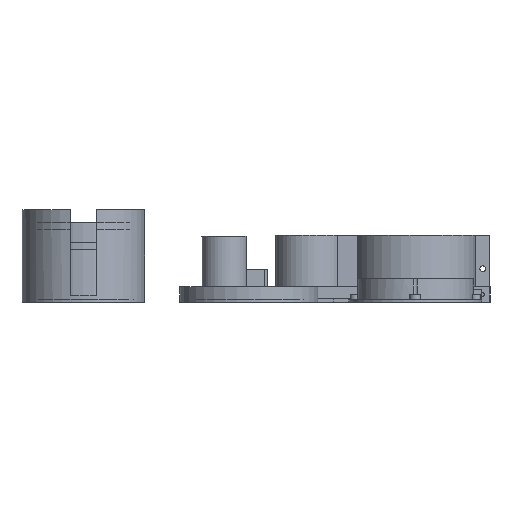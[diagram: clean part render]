
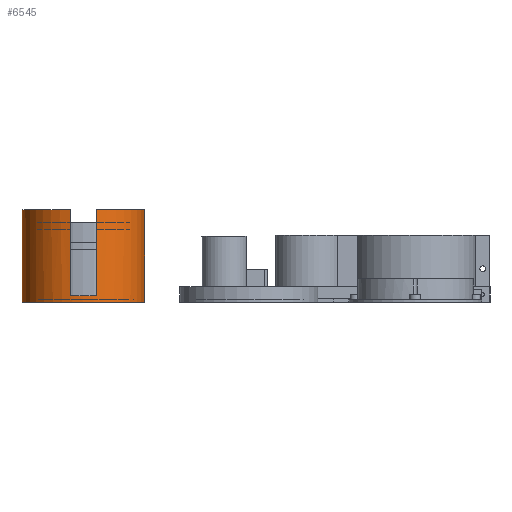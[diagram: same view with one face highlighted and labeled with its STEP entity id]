
A CAD part, left-side view. The second image highlights one B-rep face of the part: STEP entity #6545.
In plain terms, the highlighted cylindrical face has radius 46.25 mm (diameter 92.5 mm), a full revolution.
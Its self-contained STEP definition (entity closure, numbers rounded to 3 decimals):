
#249=LINE('',#10021,#828);
#259=LINE('',#10048,#838);
#263=LINE('',#10062,#842);
#273=LINE('',#10089,#852);
#275=LINE('',#10117,#854);
#828=VECTOR('',#8181,10.);
#838=VECTOR('',#8193,10.);
#842=VECTOR('',#8205,10.);
#852=VECTOR('',#8217,10.);
#854=VECTOR('',#8267,46.25);
#1353=CYLINDRICAL_SURFACE('',#7124,46.25);
#1690=FACE_OUTER_BOUND('',#2140,.T.);
#2140=EDGE_LOOP('',(#4984,#4985,#4986,#4987,#4988,#4989,#4990,#4991,#4992,
#4993,#4994,#4995));
#2591=CIRCLE('',#7092,46.25);
#2592=CIRCLE('',#7093,46.25);
#2595=CIRCLE('',#7099,46.25);
#2603=CIRCLE('',#7115,46.25);
#2608=CIRCLE('',#7125,46.25);
#2609=CIRCLE('',#7126,46.25);
#2927=VERTEX_POINT('',#10008);
#2928=VERTEX_POINT('',#10010);
#2929=VERTEX_POINT('',#10012);
#2932=VERTEX_POINT('',#10020);
#2942=VERTEX_POINT('',#10046);
#2945=VERTEX_POINT('',#10053);
#2946=VERTEX_POINT('',#10055);
#2948=VERTEX_POINT('',#10061);
#2958=VERTEX_POINT('',#10087);
#2960=VERTEX_POINT('',#10116);
#3656=EDGE_CURVE('',#2928,#2927,#2591,.T.);
#3657=EDGE_CURVE('',#2929,#2928,#2592,.T.);
#3661=EDGE_CURVE('',#2932,#2929,#249,.T.);
#3673=EDGE_CURVE('',#2927,#2942,#259,.T.);
#3676=EDGE_CURVE('',#2946,#2945,#2595,.T.);
#3679=EDGE_CURVE('',#2948,#2946,#263,.T.);
#3691=EDGE_CURVE('',#2945,#2958,#273,.T.);
#3700=EDGE_CURVE('',#2932,#2958,#2603,.T.);
#3705=EDGE_CURVE('',#2948,#2942,#2608,.T.);
#3706=EDGE_CURVE('',#2928,#2960,#275,.T.);
#3707=EDGE_CURVE('',#2960,#2960,#2609,.T.);
#4984=ORIENTED_EDGE('',*,*,#3673,.T.);
#4985=ORIENTED_EDGE('',*,*,#3705,.F.);
#4986=ORIENTED_EDGE('',*,*,#3679,.T.);
#4987=ORIENTED_EDGE('',*,*,#3676,.T.);
#4988=ORIENTED_EDGE('',*,*,#3691,.T.);
#4989=ORIENTED_EDGE('',*,*,#3700,.F.);
#4990=ORIENTED_EDGE('',*,*,#3661,.T.);
#4991=ORIENTED_EDGE('',*,*,#3657,.T.);
#4992=ORIENTED_EDGE('',*,*,#3706,.T.);
#4993=ORIENTED_EDGE('',*,*,#3707,.T.);
#4994=ORIENTED_EDGE('',*,*,#3706,.F.);
#4995=ORIENTED_EDGE('',*,*,#3656,.T.);
#6545=ADVANCED_FACE('',(#1690),#1353,.T.);
#7092=AXIS2_PLACEMENT_3D('',#10011,#8171,#8172);
#7093=AXIS2_PLACEMENT_3D('',#10013,#8173,#8174);
#7099=AXIS2_PLACEMENT_3D('',#10056,#8199,#8200);
#7115=AXIS2_PLACEMENT_3D('',#10105,#8245,#8246);
#7124=AXIS2_PLACEMENT_3D('',#10114,#8263,#8264);
#7125=AXIS2_PLACEMENT_3D('',#10115,#8265,#8266);
#7126=AXIS2_PLACEMENT_3D('',#10118,#8268,#8269);
#8171=DIRECTION('center_axis',(0.,0.,-1.));
#8172=DIRECTION('ref_axis',(1.,0.,0.));
#8173=DIRECTION('center_axis',(0.,0.,-1.));
#8174=DIRECTION('ref_axis',(1.,0.,0.));
#8181=DIRECTION('',(0.,0.,-1.));
#8193=DIRECTION('',(0.,0.,1.));
#8199=DIRECTION('center_axis',(0.,0.,-1.));
#8200=DIRECTION('ref_axis',(1.,0.,0.));
#8205=DIRECTION('',(0.,0.,-1.));
#8217=DIRECTION('',(0.,0.,1.));
#8245=DIRECTION('center_axis',(0.,0.,1.));
#8246=DIRECTION('ref_axis',(1.,0.,0.));
#8263=DIRECTION('center_axis',(0.,0.,1.));
#8264=DIRECTION('ref_axis',(1.,0.,0.));
#8265=DIRECTION('center_axis',(0.,0.,1.));
#8266=DIRECTION('ref_axis',(1.,0.,0.));
#8267=DIRECTION('',(0.,0.,-1.));
#8268=DIRECTION('center_axis',(0.,0.,1.));
#8269=DIRECTION('ref_axis',(1.,0.,0.));
#10008=CARTESIAN_POINT('',(4.844,310.,5.));
#10010=CARTESIAN_POINT('',(3.75,300.,5.));
#10011=CARTESIAN_POINT('Origin',(50.,300.,5.));
#10012=CARTESIAN_POINT('',(4.844,290.,5.));
#10013=CARTESIAN_POINT('Origin',(50.,300.,5.));
#10020=CARTESIAN_POINT('',(4.844,290.,70.));
#10021=CARTESIAN_POINT('',(4.844,290.,0.));
#10046=CARTESIAN_POINT('',(4.844,310.,70.));
#10048=CARTESIAN_POINT('',(4.844,310.,0.));
#10053=CARTESIAN_POINT('',(95.156,290.,5.));
#10055=CARTESIAN_POINT('',(95.156,310.,5.));
#10056=CARTESIAN_POINT('Origin',(50.,300.,5.));
#10061=CARTESIAN_POINT('',(95.156,310.,70.));
#10062=CARTESIAN_POINT('',(95.156,310.,0.));
#10087=CARTESIAN_POINT('',(95.156,290.,70.));
#10089=CARTESIAN_POINT('',(95.156,290.,0.));
#10105=CARTESIAN_POINT('Origin',(50.,300.,70.));
#10114=CARTESIAN_POINT('Origin',(50.,300.,0.));
#10115=CARTESIAN_POINT('Origin',(50.,300.,70.));
#10116=CARTESIAN_POINT('',(3.75,300.,0.));
#10117=CARTESIAN_POINT('',(3.75,300.,0.));
#10118=CARTESIAN_POINT('Origin',(50.,300.,0.));
